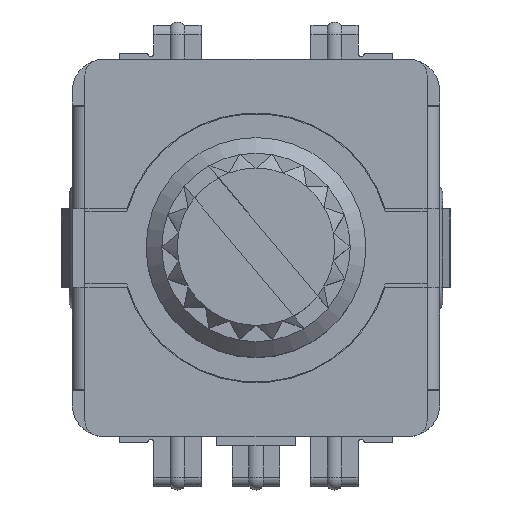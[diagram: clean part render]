
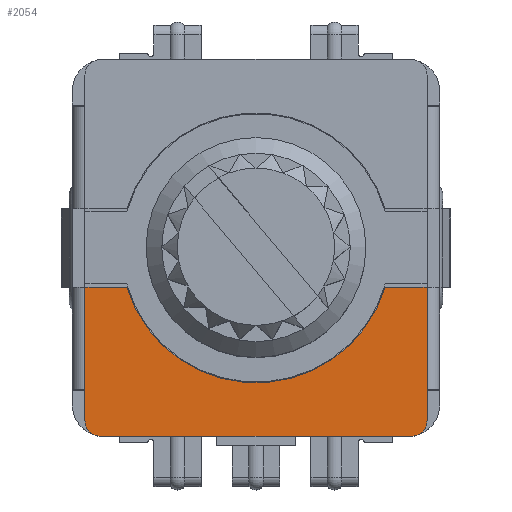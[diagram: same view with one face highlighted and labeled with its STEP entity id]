
A CAD part, top view. The second image highlights one B-rep face of the part: STEP entity #2054.
In plain terms, the highlighted planar face has unit normal (0, 0, 1).
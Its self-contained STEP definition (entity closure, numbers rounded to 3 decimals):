
#2054=ADVANCED_FACE('',(#6092),#6094,.T.);
#6092=FACE_BOUND('',#6093,.T.);
#6093=EDGE_LOOP('',(#9534,#9535,#9536,#9537,#9538,#9539,#9540,#9541,#9542,#9543,
#9544,#9545));
#6094=PLANE('',#6095);
#6095=AXIS2_PLACEMENT_3D('',#6096,#6097,#6098);
#6096=CARTESIAN_POINT('',(0.,0.,1.7));
#6097=DIRECTION('',(0.,0.,1.));
#6098=DIRECTION('',(1.,0.,0.));
#9534=ORIENTED_EDGE('',*,*,#11459,.T.);
#9535=ORIENTED_EDGE('',*,*,#11492,.T.);
#9536=ORIENTED_EDGE('',*,*,#11439,.T.);
#9537=ORIENTED_EDGE('',*,*,#11442,.T.);
#9538=ORIENTED_EDGE('',*,*,#11444,.T.);
#9539=ORIENTED_EDGE('',*,*,#11446,.T.);
#9540=ORIENTED_EDGE('',*,*,#11448,.T.);
#9541=ORIENTED_EDGE('',*,*,#11450,.T.);
#9542=ORIENTED_EDGE('',*,*,#11452,.T.);
#9543=ORIENTED_EDGE('',*,*,#11493,.T.);
#9544=ORIENTED_EDGE('',*,*,#11455,.T.);
#9545=ORIENTED_EDGE('',*,*,#11456,.T.);
#11439=EDGE_CURVE('',#12919,#12917,#12920,.F.);
#11442=EDGE_CURVE('',#12917,#12922,#12924,.T.);
#11444=EDGE_CURVE('',#12922,#12925,#12927,.T.);
#11446=EDGE_CURVE('',#12925,#12928,#12930,.T.);
#11448=EDGE_CURVE('',#12928,#12931,#12933,.T.);
#11450=EDGE_CURVE('',#12931,#12934,#12936,.T.);
#11452=EDGE_CURVE('',#12934,#12937,#12939,.F.);
#11455=EDGE_CURVE('',#12940,#12942,#12944,.F.);
#11456=EDGE_CURVE('',#12942,#12945,#12946,.F.);
#11459=EDGE_CURVE('',#12945,#12948,#12950,.F.);
#11492=EDGE_CURVE('',#12948,#12919,#12998,.T.);
#11493=EDGE_CURVE('',#12937,#12940,#12999,.T.);
#12917=VERTEX_POINT('',#16225);
#12919=VERTEX_POINT('',#16229);
#12920=LINE('',#16230,#16231);
#12922=VERTEX_POINT('',#16236);
#12924=LINE('',#16240,#16241);
#12925=VERTEX_POINT('',#16243);
#12927=CIRCLE('',#16247,0.5);
#12928=VERTEX_POINT('',#16251);
#12930=LINE('',#16255,#16256);
#12931=VERTEX_POINT('',#16258);
#12933=CIRCLE('',#16262,0.5);
#12934=VERTEX_POINT('',#16266);
#12936=LINE('',#16270,#16271);
#12937=VERTEX_POINT('',#16273);
#12939=LINE('',#16277,#16278);
#12940=VERTEX_POINT('',#16280);
#12942=VERTEX_POINT('',#16284);
#12944=LINE('',#16288,#16289);
#12945=VERTEX_POINT('',#16291);
#12946=CIRCLE('',#16292,4.3);
#12948=VERTEX_POINT('',#16299);
#12950=LINE('',#16303,#16304);
#12998=LINE('',#16422,#16423);
#12999=LINE('',#16425,#16426);
#16225=CARTESIAN_POINT('',(-5.45,-4.5,1.7));
#16229=CARTESIAN_POINT('',(-5.449,-4.5,1.7));
#16230=CARTESIAN_POINT('',(-5.45,-4.5,1.7));
#16231=VECTOR('',#16232,1.);
#16232=DIRECTION('',(1.,0.,0.));
#16236=CARTESIAN_POINT('',(-5.45,-5.5,1.7));
#16240=CARTESIAN_POINT('',(-5.45,-4.5,1.7));
#16241=VECTOR('',#16242,1.);
#16242=DIRECTION('',(0.,-1.,0.));
#16243=CARTESIAN_POINT('',(-4.95,-6.,1.7));
#16247=AXIS2_PLACEMENT_3D('',#16248,#16249,#16250);
#16248=CARTESIAN_POINT('',(-4.95,-5.5,1.7));
#16249=DIRECTION('',(0.,0.,1.));
#16250=DIRECTION('',(-1.,0.,0.));
#16251=CARTESIAN_POINT('',(4.95,-6.,1.7));
#16255=CARTESIAN_POINT('',(-4.95,-6.,1.7));
#16256=VECTOR('',#16257,1.);
#16257=DIRECTION('',(1.,0.,0.));
#16258=CARTESIAN_POINT('',(5.45,-5.5,1.7));
#16262=AXIS2_PLACEMENT_3D('',#16263,#16264,#16265);
#16263=CARTESIAN_POINT('',(4.95,-5.5,1.7));
#16264=DIRECTION('',(0.,0.,1.));
#16265=DIRECTION('',(0.,-1.,0.));
#16266=CARTESIAN_POINT('',(5.45,-4.5,1.7));
#16270=CARTESIAN_POINT('',(5.45,-5.5,1.7));
#16271=VECTOR('',#16272,1.);
#16272=DIRECTION('',(0.,1.,0.));
#16273=CARTESIAN_POINT('',(5.449,-4.5,1.7));
#16277=CARTESIAN_POINT('',(5.449,-4.5,1.7));
#16278=VECTOR('',#16279,1.);
#16279=DIRECTION('',(1.,0.,0.));
#16280=CARTESIAN_POINT('',(5.449,-1.25,1.7));
#16284=CARTESIAN_POINT('',(4.114,-1.25,1.7));
#16288=CARTESIAN_POINT('',(4.114,-1.25,1.7));
#16289=VECTOR('',#16290,1.);
#16290=DIRECTION('',(1.,0.,0.));
#16291=CARTESIAN_POINT('',(-4.114,-1.25,1.7));
#16292=AXIS2_PLACEMENT_3D('',#16293,#16294,#16295);
#16293=CARTESIAN_POINT('',(0.,0.,1.7));
#16294=DIRECTION('',(-0.,0.,1.));
#16295=DIRECTION('',(-0.957,-0.291,0.));
#16299=CARTESIAN_POINT('',(-5.449,-1.25,1.7));
#16303=CARTESIAN_POINT('',(-5.449,-1.25,1.7));
#16304=VECTOR('',#16305,1.);
#16305=DIRECTION('',(1.,0.,0.));
#16422=CARTESIAN_POINT('',(-5.449,-1.25,1.7));
#16423=VECTOR('',#16424,1.);
#16424=DIRECTION('',(0.,-1.,0.));
#16425=CARTESIAN_POINT('',(5.449,-4.5,1.7));
#16426=VECTOR('',#16427,1.);
#16427=DIRECTION('',(0.,1.,0.));
